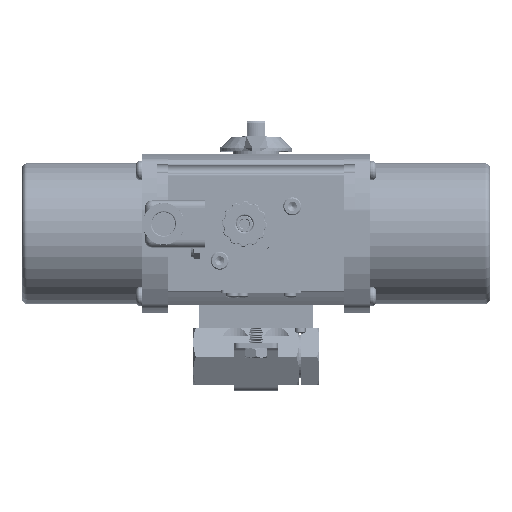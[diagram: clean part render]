
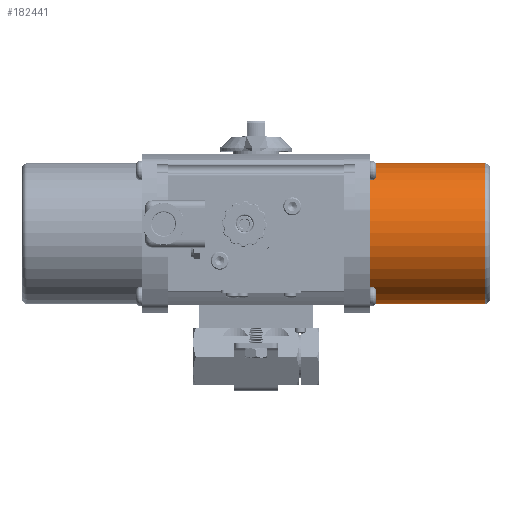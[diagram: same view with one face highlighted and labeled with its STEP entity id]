
A CAD part, top view. The second image highlights one B-rep face of the part: STEP entity #182441.
In plain terms, the highlighted cylindrical face has radius 30.963 mm (diameter 61.925 mm), a partial arc.
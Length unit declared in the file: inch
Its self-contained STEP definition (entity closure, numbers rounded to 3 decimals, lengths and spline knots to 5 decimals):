
#176 = VECTOR ( 'NONE', #154269, 39.37008 ) ;
#3759 = LINE ( 'NONE', #29426, #158435 ) ;
#5920 = VERTEX_POINT ( 'NONE', #43578 ) ;
#8430 = AXIS2_PLACEMENT_3D ( 'NONE', #25287, #69690, #54647 ) ;
#21377 = ORIENTED_EDGE ( 'NONE', *, *, #88156, .T. ) ;
#25287 = CARTESIAN_POINT ( 'NONE',  ( 1.7145, 2.136, 0. ) ) ;
#28242 = CARTESIAN_POINT ( 'NONE',  ( 1.8575, 3.355, 0. ) ) ;
#28984 = FACE_OUTER_BOUND ( 'NONE', #169504, .T. ) ;
#29426 = CARTESIAN_POINT ( 'NONE',  ( 1.7145, 0.917, 0. ) ) ;
#35144 = ORIENTED_EDGE ( 'NONE', *, *, #122323, .F. ) ;
#41331 = CARTESIAN_POINT ( 'NONE',  ( 1.8575, 2.136, 0. ) ) ;
#43578 = CARTESIAN_POINT ( 'NONE',  ( 3.9725, 0.917, 0. ) ) ;
#44416 = DIRECTION ( 'NONE',  ( -1., 0., 0. ) ) ;
#54647 = DIRECTION ( 'NONE',  ( 0., 1., 0. ) ) ;
#56357 = DIRECTION ( 'NONE',  ( 0., -1., 0. ) ) ;
#59569 = VERTEX_POINT ( 'NONE', #174082 ) ;
#63807 = DIRECTION ( 'NONE',  ( -1., 0., 0. ) ) ;
#64018 = CYLINDRICAL_SURFACE ( 'NONE', #8430, 1.219 ) ;
#69690 = DIRECTION ( 'NONE',  ( -1., 0., 0. ) ) ;
#80007 = CIRCLE ( 'NONE', #119951, 1.219 ) ;
#84561 = LINE ( 'NONE', #139196, #176 ) ;
#88156 = EDGE_CURVE ( 'NONE', #5920, #137052, #80007, .T. ) ;
#93845 = EDGE_CURVE ( 'NONE', #180369, #59569, #136915, .T. ) ;
#109488 = ORIENTED_EDGE ( 'NONE', *, *, #128637, .T. ) ;
#109509 = ORIENTED_EDGE ( 'NONE', *, *, #93845, .T. ) ;
#114783 = CARTESIAN_POINT ( 'NONE',  ( 3.9725, 3.355, 0. ) ) ;
#119951 = AXIS2_PLACEMENT_3D ( 'NONE', #153544, #63807, #168523 ) ;
#122323 = EDGE_CURVE ( 'NONE', #5920, #59569, #3759, .T. ) ;
#128637 = EDGE_CURVE ( 'NONE', #137052, #180369, #84561, .T. ) ;
#136915 = CIRCLE ( 'NONE', #184629, 1.219 ) ;
#137052 = VERTEX_POINT ( 'NONE', #114783 ) ;
#139196 = CARTESIAN_POINT ( 'NONE',  ( 1.7145, 3.355, 0. ) ) ;
#146101 = DIRECTION ( 'NONE',  ( 1., 0., 0. ) ) ;
#153544 = CARTESIAN_POINT ( 'NONE',  ( 3.9725, 2.136, 0. ) ) ;
#154269 = DIRECTION ( 'NONE',  ( -1., 0., 0. ) ) ;
#158435 = VECTOR ( 'NONE', #44416, 39.37008 ) ;
#168523 = DIRECTION ( 'NONE',  ( 0., -1., 0. ) ) ;
#169504 = EDGE_LOOP ( 'NONE', ( #35144, #21377, #109488, #109509 ) ) ;
#174082 = CARTESIAN_POINT ( 'NONE',  ( 1.8575, 0.917, 0. ) ) ;
#180369 = VERTEX_POINT ( 'NONE', #28242 ) ;
#182441 = ADVANCED_FACE ( 'NONE', ( #28984 ), #64018, .T. ) ;
#184629 = AXIS2_PLACEMENT_3D ( 'NONE', #41331, #146101, #56357 ) ;
